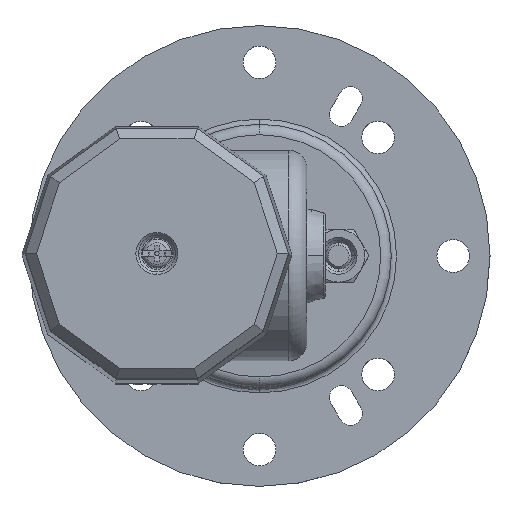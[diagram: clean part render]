
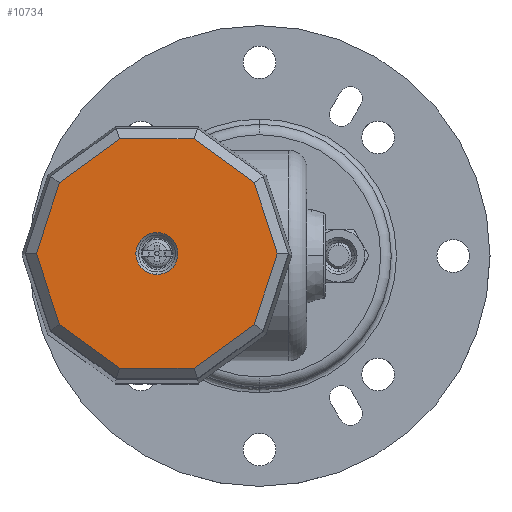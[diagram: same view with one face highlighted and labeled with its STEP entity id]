
A CAD part, top view. The second image highlights one B-rep face of the part: STEP entity #10734.
In plain terms, the highlighted planar face has unit normal (0, 0, 1).
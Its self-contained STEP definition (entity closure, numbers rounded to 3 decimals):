
#9966=CARTESIAN_POINT('',(-19.5,-4.,321.));
#9967=VERTEX_POINT('',#9966);
#9976=CARTESIAN_POINT('',(-19.5,4.,321.));
#9977=VERTEX_POINT('',#9976);
#9978=CARTESIAN_POINT('',(-19.5,0.,321.));
#9979=DIRECTION('',(0.0,0.0,1.0));
#9980=DIRECTION('',(0.0,-1.0,0.0));
#9981=AXIS2_PLACEMENT_3D('',#9978,#9979,#9980);
#9982=CIRCLE('',#9981,4.0);
#9983=EDGE_CURVE('',#9967,#9977,#9982,.T.);
#10472=CARTESIAN_POINT('',(-26.567,-21.75,321.));
#10473=VERTEX_POINT('',#10472);
#10474=CARTESIAN_POINT('',(-38.002,-13.442,321.));
#10475=VERTEX_POINT('',#10474);
#10476=CARTESIAN_POINT('',(-26.567,-21.75,321.));
#10477=DIRECTION('',(-0.809,0.588,0.0));
#10478=VECTOR('',#10477,14.134);
#10479=LINE('',#10476,#10478);
#10480=EDGE_CURVE('',#10473,#10475,#10479,.T.);
#10503=CARTESIAN_POINT('',(-42.369,0.,321.));
#10504=VERTEX_POINT('',#10503);
#10505=CARTESIAN_POINT('',(-38.002,-13.442,321.));
#10506=DIRECTION('',(-0.309,0.951,0.0));
#10507=VECTOR('',#10506,14.134);
#10508=LINE('',#10505,#10507);
#10509=EDGE_CURVE('',#10475,#10504,#10508,.T.);
#10527=CARTESIAN_POINT('',(-38.002,13.442,321.));
#10528=VERTEX_POINT('',#10527);
#10529=CARTESIAN_POINT('',(-42.369,0.,321.));
#10530=DIRECTION('',(0.309,0.951,0.0));
#10531=VECTOR('',#10530,14.134);
#10532=LINE('',#10529,#10531);
#10533=EDGE_CURVE('',#10504,#10528,#10532,.T.);
#10551=CARTESIAN_POINT('',(-26.567,21.75,321.));
#10552=VERTEX_POINT('',#10551);
#10553=CARTESIAN_POINT('',(-38.002,13.442,321.));
#10554=DIRECTION('',(0.809,0.588,0.0));
#10555=VECTOR('',#10554,14.134);
#10556=LINE('',#10553,#10555);
#10557=EDGE_CURVE('',#10528,#10552,#10556,.T.);
#10575=CARTESIAN_POINT('',(-12.433,21.75,321.));
#10576=VERTEX_POINT('',#10575);
#10577=CARTESIAN_POINT('',(-26.567,21.75,321.));
#10578=DIRECTION('',(1.0,0.0,0.0));
#10579=VECTOR('',#10578,14.134);
#10580=LINE('',#10577,#10579);
#10581=EDGE_CURVE('',#10552,#10576,#10580,.T.);
#10599=CARTESIAN_POINT('',(-0.998,13.442,321.));
#10600=VERTEX_POINT('',#10599);
#10601=CARTESIAN_POINT('',(-12.433,21.75,321.));
#10602=DIRECTION('',(0.809,-0.588,0.0));
#10603=VECTOR('',#10602,14.134);
#10604=LINE('',#10601,#10603);
#10605=EDGE_CURVE('',#10576,#10600,#10604,.T.);
#10623=CARTESIAN_POINT('',(3.369,0.,321.));
#10624=VERTEX_POINT('',#10623);
#10625=CARTESIAN_POINT('',(-0.998,13.442,321.));
#10626=DIRECTION('',(0.309,-0.951,0.0));
#10627=VECTOR('',#10626,14.134);
#10628=LINE('',#10625,#10627);
#10629=EDGE_CURVE('',#10600,#10624,#10628,.T.);
#10647=CARTESIAN_POINT('',(-0.998,-13.442,321.));
#10648=VERTEX_POINT('',#10647);
#10649=CARTESIAN_POINT('',(3.369,0.,321.));
#10650=DIRECTION('',(-0.309,-0.951,0.0));
#10651=VECTOR('',#10650,14.134);
#10652=LINE('',#10649,#10651);
#10653=EDGE_CURVE('',#10624,#10648,#10652,.T.);
#10671=CARTESIAN_POINT('',(-12.433,-21.75,321.));
#10672=VERTEX_POINT('',#10671);
#10673=CARTESIAN_POINT('',(-0.998,-13.442,321.));
#10674=DIRECTION('',(-0.809,-0.588,0.0));
#10675=VECTOR('',#10674,14.134);
#10676=LINE('',#10673,#10675);
#10677=EDGE_CURVE('',#10648,#10672,#10676,.T.);
#10695=CARTESIAN_POINT('',(-12.433,-21.75,321.));
#10696=DIRECTION('',(-1.0,0.0,0.0));
#10697=VECTOR('',#10696,14.134);
#10698=LINE('',#10695,#10697);
#10699=EDGE_CURVE('',#10672,#10473,#10698,.T.);
#10707=CARTESIAN_POINT('',(-44.656,-23.925,321.));
#10708=DIRECTION('',(0.0,0.0,1.0));
#10709=DIRECTION('',(1.0,0.0,0.0));
#10710=AXIS2_PLACEMENT_3D('',#10707,#10708,#10709);
#10711=PLANE('',#10710);
#10712=ORIENTED_EDGE('',*,*,#10480,.F.);
#10713=ORIENTED_EDGE('',*,*,#10699,.F.);
#10714=ORIENTED_EDGE('',*,*,#10677,.F.);
#10715=ORIENTED_EDGE('',*,*,#10653,.F.);
#10716=ORIENTED_EDGE('',*,*,#10629,.F.);
#10717=ORIENTED_EDGE('',*,*,#10605,.F.);
#10718=ORIENTED_EDGE('',*,*,#10581,.F.);
#10719=ORIENTED_EDGE('',*,*,#10557,.F.);
#10720=ORIENTED_EDGE('',*,*,#10533,.F.);
#10721=ORIENTED_EDGE('',*,*,#10509,.F.);
#10722=EDGE_LOOP('',(#10712,#10713,#10714,#10715,#10716,#10717,#10718,#10719,#10720,#10721));
#10723=FACE_OUTER_BOUND('',#10722,.T.);
#10724=CARTESIAN_POINT('',(-19.5,0.,321.));
#10725=DIRECTION('',(0.0,0.0,1.0));
#10726=DIRECTION('',(0.0,-1.0,0.0));
#10727=AXIS2_PLACEMENT_3D('',#10724,#10725,#10726);
#10728=CIRCLE('',#10727,4.0);
#10729=EDGE_CURVE('',#9977,#9967,#10728,.T.);
#10730=ORIENTED_EDGE('',*,*,#10729,.F.);
#10731=ORIENTED_EDGE('',*,*,#9983,.F.);
#10732=EDGE_LOOP('',(#10730,#10731));
#10733=FACE_BOUND('',#10732,.T.);
#10734=ADVANCED_FACE('',(#10723,#10733),#10711,.T.);
